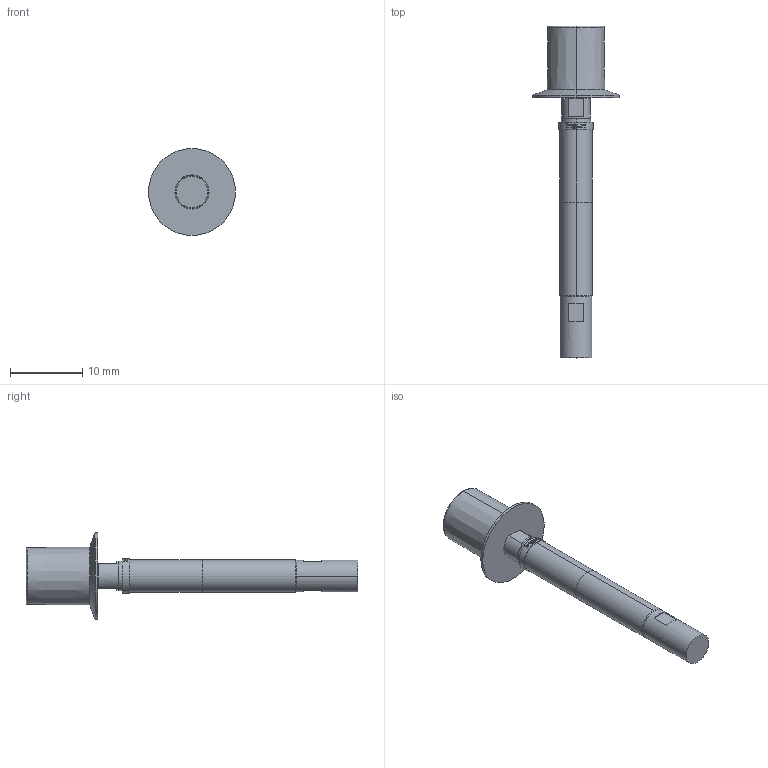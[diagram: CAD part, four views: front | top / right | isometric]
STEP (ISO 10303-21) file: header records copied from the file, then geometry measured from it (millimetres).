
FILE_DESCRIPTION (( 'STEP AP203' ), '1' );
FILE_NAME ('INGUN_HFS-860_358_300_A_xx42_Q.STEP', '2020-09-02T12:06:17', ( '' ), ( '' ), 'SwSTEP 2.0', 'SolidWorks 2018', '' );
FILE_SCHEMA (( 'CONFIG_CONTROL_DESIGN' ));
Length unit declared in the file: millimetre
Products named in the file (1): INGUN_HFS-860_358_300_A_xx42_Q
Bounding box: 12 x 45.8 x 12 mm (x, y, z)
Volume: 856.5 mm3; surface area: 1132.1 mm2
Topology: 1 solids, 1 shells, 128 faces, 314 edges, 203 vertices
Faces by surface type: plane 61, cylinder 29, bspline 22, cone 14, torus 2
Entity records: 4115 total; most frequent: CARTESIAN_POINT 1164, ORIENTED_EDGE 624, DIRECTION 544, EDGE_CURVE 312, AXIS2_PLACEMENT_3D 215, VERTEX_POINT 203, EDGE_LOOP 145, FACE_OUTER_BOUND 128
